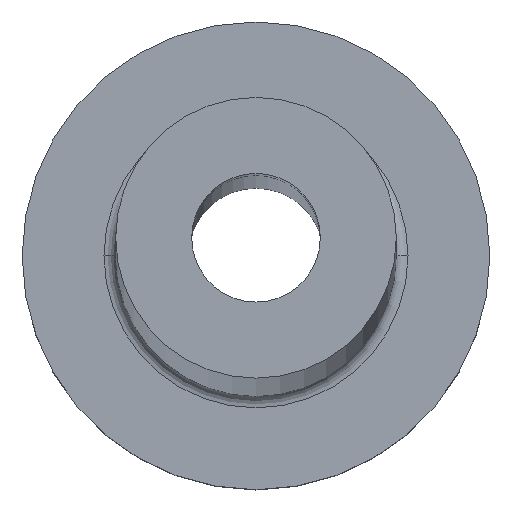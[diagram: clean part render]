
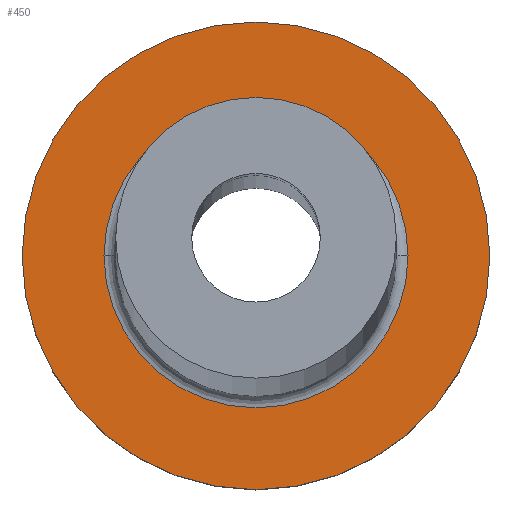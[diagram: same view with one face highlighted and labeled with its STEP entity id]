
A CAD part, top view. The second image highlights one B-rep face of the part: STEP entity #450.
In plain terms, the highlighted planar face has unit normal (0, 0, 1).
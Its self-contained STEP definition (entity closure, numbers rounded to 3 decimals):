
#3 = FACE_BOUND ( 'NONE', #126, .T. ) ;
#4 = CARTESIAN_POINT ( 'NONE',  ( -6.5, 0., 7. ) ) ;
#7 = VERTEX_POINT ( 'NONE', #367 ) ;
#25 = DIRECTION ( 'NONE',  ( 0., 0., 1. ) ) ;
#29 = DIRECTION ( 'NONE',  ( 1., 0., 0. ) ) ;
#30 = CARTESIAN_POINT ( 'NONE',  ( 0., 0., 7. ) ) ;
#31 = FACE_OUTER_BOUND ( 'NONE', #112, .T. ) ;
#41 = VERTEX_POINT ( 'NONE', #443 ) ;
#51 = DIRECTION ( 'NONE',  ( 1., 0., 0. ) ) ;
#60 = DIRECTION ( 'NONE',  ( 1., 0., 0. ) ) ;
#67 = DIRECTION ( 'NONE',  ( 0., 0., -1. ) ) ;
#73 = EDGE_CURVE ( 'NONE', #7, #41, #438, .T. ) ;
#107 = EDGE_CURVE ( 'NONE', #148, #197, #332, .T. ) ;
#112 = EDGE_LOOP ( 'NONE', ( #430, #350 ) ) ;
#126 = EDGE_LOOP ( 'NONE', ( #395, #426 ) ) ;
#128 = DIRECTION ( 'NONE',  ( 0., 0., -1. ) ) ;
#133 = DIRECTION ( 'NONE',  ( 0., 0., 1. ) ) ;
#147 = CARTESIAN_POINT ( 'NONE',  ( 6.5, 0., 7. ) ) ;
#148 = VERTEX_POINT ( 'NONE', #147 ) ;
#150 = CARTESIAN_POINT ( 'NONE',  ( 0., 0., 7. ) ) ;
#157 = CIRCLE ( 'NONE', #212, 10. ) ;
#182 = DIRECTION ( 'NONE',  ( 0., 0., 1. ) ) ;
#197 = VERTEX_POINT ( 'NONE', #4 ) ;
#209 = DIRECTION ( 'NONE',  ( 1., 0., 0. ) ) ;
#212 = AXIS2_PLACEMENT_3D ( 'NONE', #233, #25, #29 ) ;
#233 = CARTESIAN_POINT ( 'NONE',  ( 0., 0., 7. ) ) ;
#244 = CIRCLE ( 'NONE', #399, 6.5 ) ;
#280 = CARTESIAN_POINT ( 'NONE',  ( 0., 0., 7. ) ) ;
#302 = AXIS2_PLACEMENT_3D ( 'NONE', #150, #182, #51 ) ;
#332 = CIRCLE ( 'NONE', #397, 6.5 ) ;
#337 = CARTESIAN_POINT ( 'NONE',  ( 0., 0., 7. ) ) ;
#338 = PLANE ( 'NONE',  #354 ) ;
#347 = EDGE_CURVE ( 'NONE', #197, #148, #244, .T. ) ;
#350 = ORIENTED_EDGE ( 'NONE', *, *, #73, .T. ) ;
#354 = AXIS2_PLACEMENT_3D ( 'NONE', #280, #133, #454 ) ;
#367 = CARTESIAN_POINT ( 'NONE',  ( 10., 0., 7. ) ) ;
#395 = ORIENTED_EDGE ( 'NONE', *, *, #107, .T. ) ;
#397 = AXIS2_PLACEMENT_3D ( 'NONE', #30, #67, #209 ) ;
#399 = AXIS2_PLACEMENT_3D ( 'NONE', #337, #128, #60 ) ;
#426 = ORIENTED_EDGE ( 'NONE', *, *, #347, .T. ) ;
#430 = ORIENTED_EDGE ( 'NONE', *, *, #457, .T. ) ;
#438 = CIRCLE ( 'NONE', #302, 10. ) ;
#443 = CARTESIAN_POINT ( 'NONE',  ( -10., 0., 7. ) ) ;
#450 = ADVANCED_FACE ( 'NONE', ( #3, #31 ), #338, .T. ) ;
#454 = DIRECTION ( 'NONE',  ( 1., 0., 0. ) ) ;
#457 = EDGE_CURVE ( 'NONE', #41, #7, #157, .T. ) ;
